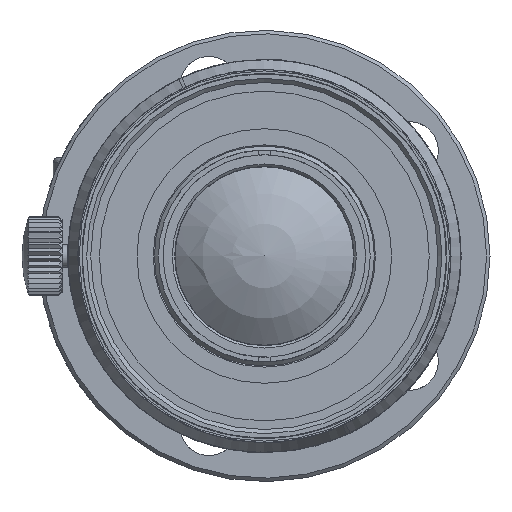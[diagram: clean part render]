
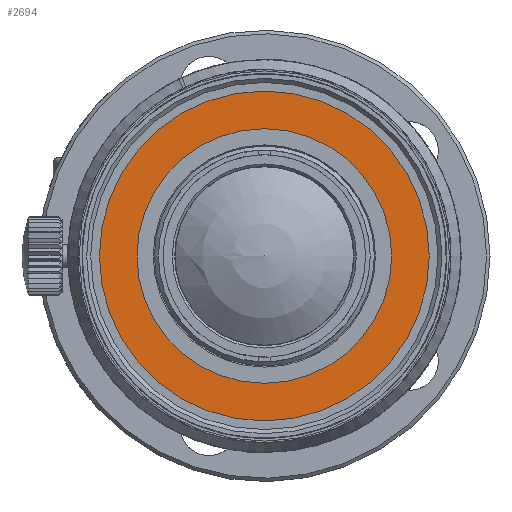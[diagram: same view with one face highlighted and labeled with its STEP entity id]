
A CAD part, left-side view. The second image highlights one B-rep face of the part: STEP entity #2694.
In plain terms, the highlighted planar face has unit normal (-1, 0, 0).
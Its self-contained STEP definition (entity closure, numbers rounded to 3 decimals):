
#246=PLANE('',#11282);
#2694=ADVANCED_FACE('',(#3338,#3339),#246,.F.);
#3338=FACE_BOUND('',#3836,.T.);
#3339=FACE_BOUND('',#3837,.T.);
#3836=EDGE_LOOP('',(#5460));
#3837=EDGE_LOOP('',(#5461));
#5460=ORIENTED_EDGE('',*,*,#9438,.F.);
#5461=ORIENTED_EDGE('',*,*,#9439,.T.);
#7939=VERTEX_POINT('',#16632);
#7940=VERTEX_POINT('',#16635);
#9438=EDGE_CURVE('',#7939,#7939,#10720,.T.);
#9439=EDGE_CURVE('',#7940,#7940,#10721,.T.);
#10720=CIRCLE('',#11279,11.);
#10721=CIRCLE('',#11281,14.25);
#11279=AXIS2_PLACEMENT_3D('',#16631,#12858,#12859);
#11281=AXIS2_PLACEMENT_3D('',#16634,#12862,#12863);
#11282=AXIS2_PLACEMENT_3D('',#16636,#12864,#12865);
#12858=DIRECTION('',(-1.,0.,0.));
#12859=DIRECTION('',(0.,0.,1.));
#12862=DIRECTION('',(-1.,0.,0.));
#12863=DIRECTION('',(0.,0.,1.));
#12864=DIRECTION('',(1.,0.,0.));
#12865=DIRECTION('',(0.,0.,-1.));
#16631=CARTESIAN_POINT('',(-39.295,0.,0.));
#16632=CARTESIAN_POINT('',(-39.295,0.,11.));
#16634=CARTESIAN_POINT('',(-39.295,0.,0.));
#16635=CARTESIAN_POINT('',(-39.295,0.,14.25));
#16636=CARTESIAN_POINT('',(-39.295,14.25,0.));
